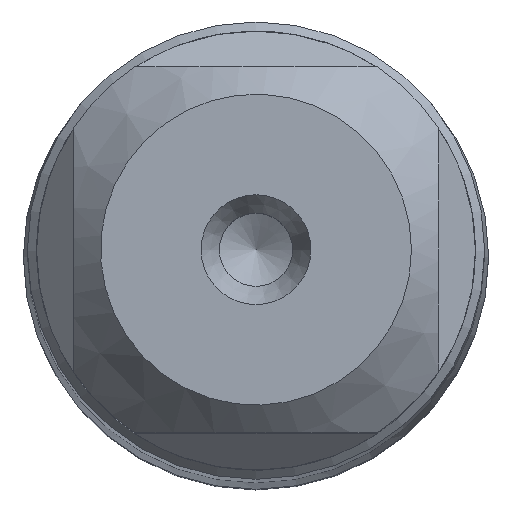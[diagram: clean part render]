
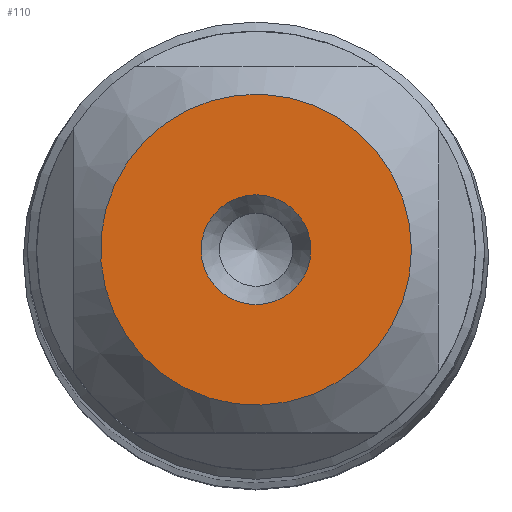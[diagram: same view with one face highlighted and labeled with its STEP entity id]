
A CAD part, top view. The second image highlights one B-rep face of the part: STEP entity #110.
In plain terms, the highlighted planar face has unit normal (0, 0, 1).
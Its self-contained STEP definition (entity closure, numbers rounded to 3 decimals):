
#54=PLANE('',#504);
#110=ADVANCED_FACE('',(#160,#161),#54,.F.);
#160=FACE_BOUND('',#202,.T.);
#161=FACE_BOUND('',#203,.T.);
#202=EDGE_LOOP('',(#274));
#203=EDGE_LOOP('',(#275));
#274=ORIENTED_EDGE('',*,*,#391,.T.);
#275=ORIENTED_EDGE('',*,*,#362,.T.);
#324=VERTEX_POINT('',#714);
#349=VERTEX_POINT('',#796);
#362=EDGE_CURVE('',#324,#324,#406,.T.);
#391=EDGE_CURVE('',#349,#349,#419,.T.);
#406=CIRCLE('',#478,3.4);
#419=CIRCLE('',#503,1.2);
#478=AXIS2_PLACEMENT_3D('',#713,#545,#546);
#503=AXIS2_PLACEMENT_3D('',#795,#603,#604);
#504=AXIS2_PLACEMENT_3D('',#797,#605,#606);
#545=DIRECTION('',(0.,0.,1.));
#546=DIRECTION('',(1.,0.,0.));
#603=DIRECTION('',(0.,0.,-1.));
#604=DIRECTION('',(-1.,0.,0.));
#605=DIRECTION('',(0.,0.,-1.));
#606=DIRECTION('',(-1.,0.,0.));
#713=CARTESIAN_POINT('',(0.,0.,0.));
#714=CARTESIAN_POINT('',(3.4,0.,0.));
#795=CARTESIAN_POINT('',(0.,0.,0.));
#796=CARTESIAN_POINT('',(-1.2,0.,0.));
#797=CARTESIAN_POINT('',(5.2,0.,0.));
